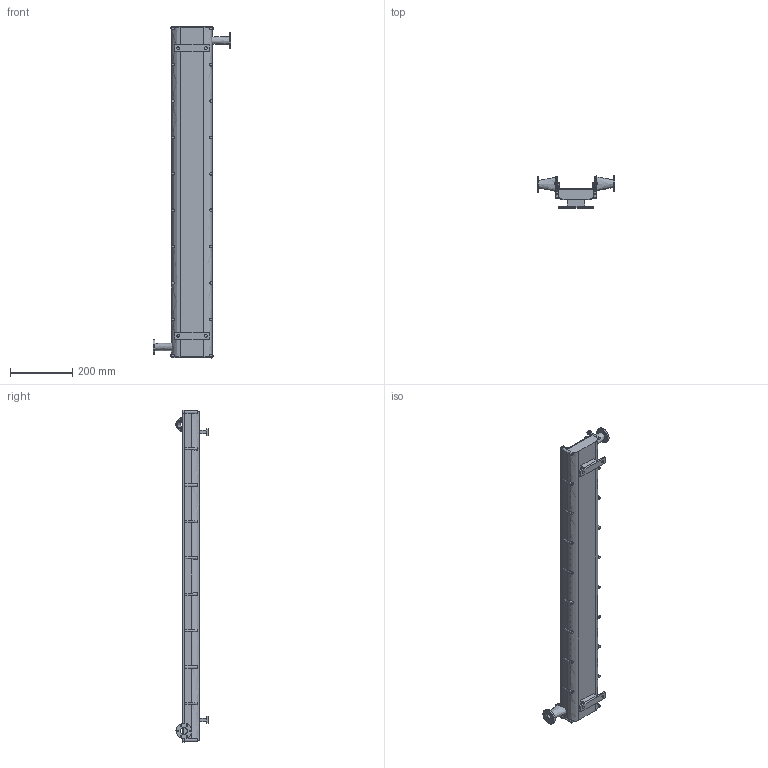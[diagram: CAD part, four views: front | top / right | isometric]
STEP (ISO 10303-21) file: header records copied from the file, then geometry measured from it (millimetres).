
FILE_DESCRIPTION(('FreeCAD Model'),'2;1');
FILE_NAME('Open CASCADE Shape Model','2025-05-03T07:39:01',('FreeCAD'),( 'FreeCAD'),'Open CASCADE STEP processor 7.6','FreeCAD','Unknown');
FILE_SCHEMA(('AUTOMOTIVE_DESIGN { 1 0 10303 214 1 1 1 1 }'));
Products named in the file (1): Open CASCADE STEP translator 7.6 1
Bounding box: 250.43 x 104.04 x 1066.03 mm (x, y, z)
Volume: 1313378 mm3; surface area: 603458.1 mm2
Topology: 171 solids, 171 shells, 1426 faces, 3131 edges, 2061 vertices
Faces by surface type: bspline 1426
Entity records: 38509 total; most frequent: CARTESIAN_POINT 18665, ORIENTED_EDGE 6262, EDGE_CURVE 3131, B_SPLINE_CURVE_WITH_KNOTS 2504, VERTEX_POINT 2061, FACE_BOUND 1492, EDGE_LOOP 1492, ADVANCED_FACE 1426
